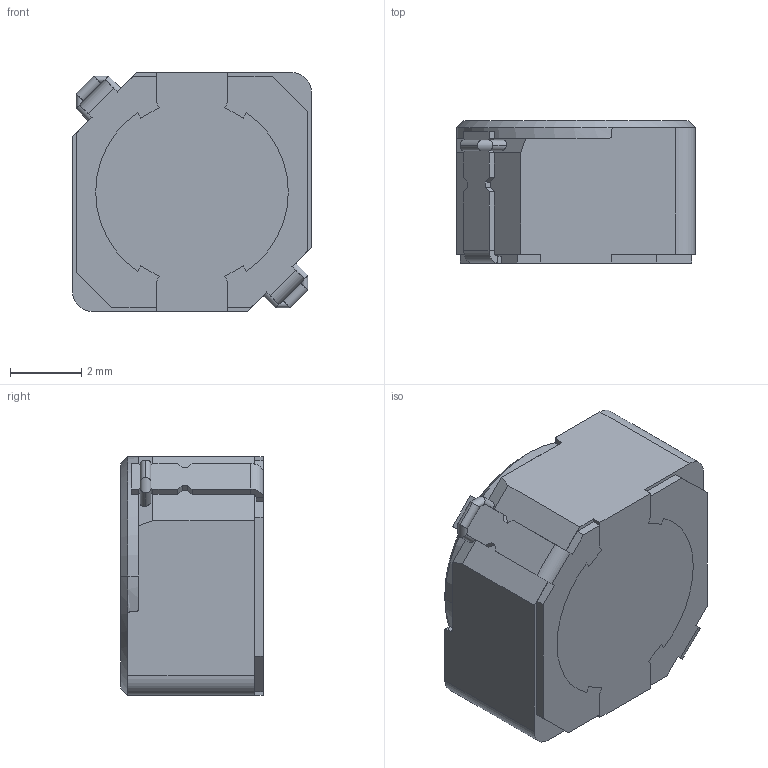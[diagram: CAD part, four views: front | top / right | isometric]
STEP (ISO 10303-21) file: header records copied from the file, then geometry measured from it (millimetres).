
FILE_DESCRIPTION (( 'STEP AP214' ), '1' );
FILE_NAME ('CDRH6D38NP-100NC.STEP', '2021-12-04T22:54:25', ( '' ), ( '' ), 'SwSTEP 2.0', 'SolidWorks 2017', '' );
FILE_SCHEMA (( 'AUTOMOTIVE_DESIGN' ));
Length unit declared in the file: millimetre
Products named in the file (1): CDRH6D38NP-100NC
Bounding box: 6.7 x 4 x 6.7 mm (x, y, z)
Volume: 165 mm3; surface area: 234.9 mm2
Topology: 5 solids, 5 shells, 174 faces, 462 edges, 290 vertices
Faces by surface type: plane 129, cylinder 39, torus 4, cone 2
Entity records: 5435 total; most frequent: CARTESIAN_POINT 1090, ORIENTED_EDGE 908, DIRECTION 856, EDGE_CURVE 454, LINE 360, VECTOR 360, VERTEX_POINT 290, AXIS2_PLACEMENT_3D 248
